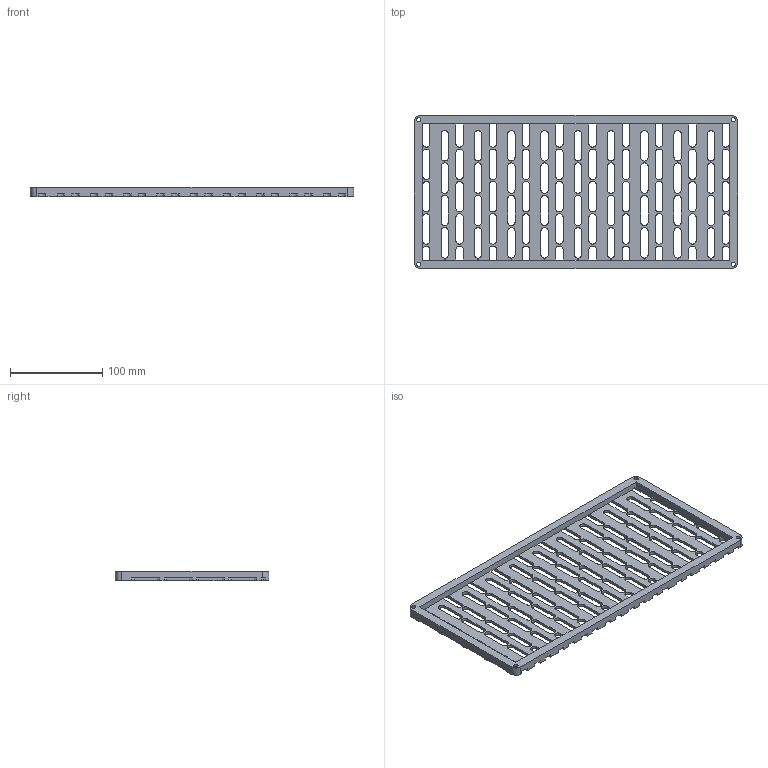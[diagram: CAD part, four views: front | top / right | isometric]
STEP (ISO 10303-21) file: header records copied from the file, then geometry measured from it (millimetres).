
FILE_DESCRIPTION(/* description */ (''),/* implementation_level */ '2;1');
FILE_NAME(/* name */ 'Bottom v1.step',/* time_stamp */ '2025-06-28T11:15:00-05:00',/* author */ (''),/* organization */ (''),/* preprocessor_version */ 'ST-DEVELOPER v20.1',/* originating_system */ 'Autodesk Translation Framework v14.10.0.0',/* authorisation */ '');
FILE_SCHEMA (('AUTOMOTIVE_DESIGN { 1 0 10303 214 3 1 1 }'));
Length unit declared in the file: millimetre
Products named in the file (1): Bottom
Bounding box: 350.1 x 166.2 x 10 mm (x, y, z)
Volume: 174597.7 mm3; surface area: 113588.1 mm2
Topology: 1 solids, 1 shells, 434 faces, 1385 edges, 900 vertices
Faces by surface type: plane 246, cylinder 188
Full cylindrical faces by diameter (mm): 4.6 x4
Entity records: 15709 total; most frequent: ORIENTED_EDGE 2770, CARTESIAN_POINT 2720, DIRECTION 2666, EDGE_CURVE 1385, LINE 974, VECTOR 974, VERTEX_POINT 900, AXIS2_PLACEMENT_3D 846
